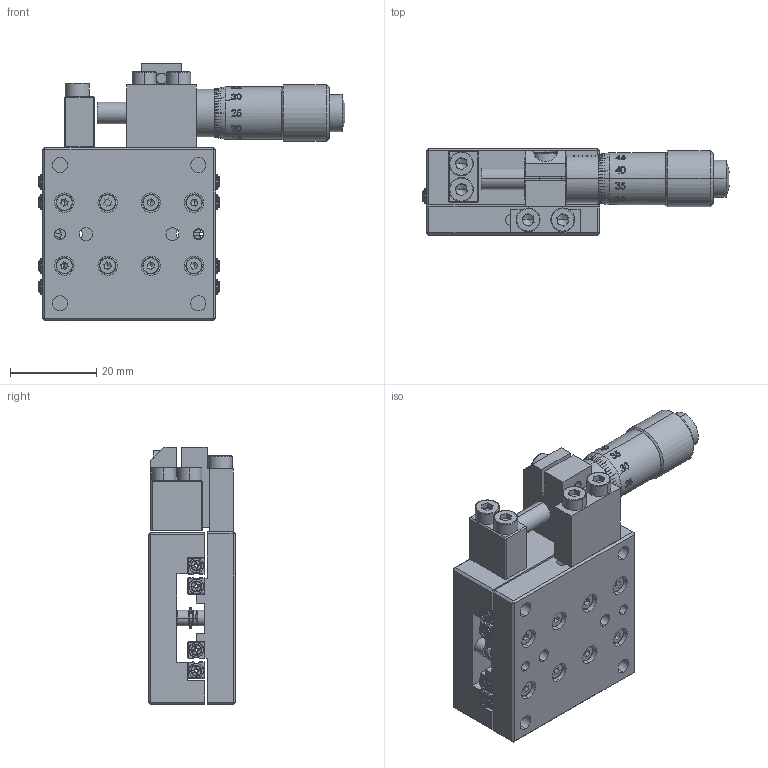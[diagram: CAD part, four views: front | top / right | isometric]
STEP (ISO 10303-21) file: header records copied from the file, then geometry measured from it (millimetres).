
FILE_DESCRIPTION (( 'STEP AP214' ), '1' );
FILE_NAME ('40台面高精度交叉滚柱轴承位移台.STEP', '2019-04-22T08:08:30', ( 'user' ), ( '微软中国' ), 'SwSTEP 2.0', 'SolidWorks 2016', '' );
FILE_SCHEMA (( 'AUTOMOTIVE_DESIGN' ));
Length unit declared in the file: millimetre
Products named in the file (1): 40台面高精度交叉滚柱轴承位移台
Bounding box: 70.99 x 20 x 59.5 mm (x, y, z)
Surface area: 18996.1 mm2 (no closed solid volume)
Topology: 0 solids, 53 shells, 1275 faces, 4217 edges, 3051 vertices
Faces by surface type: plane 681, bspline 273, cylinder 227, cone 94
Entity records: 63055 total; most frequent: CARTESIAN_POINT 27065, ORIENTED_EDGE 7289, DIRECTION 5650, EDGE_CURVE 4177, VERTEX_POINT 3051, VECTOR 2082, LINE 2082, AXIS2_PLACEMENT_3D 1784
